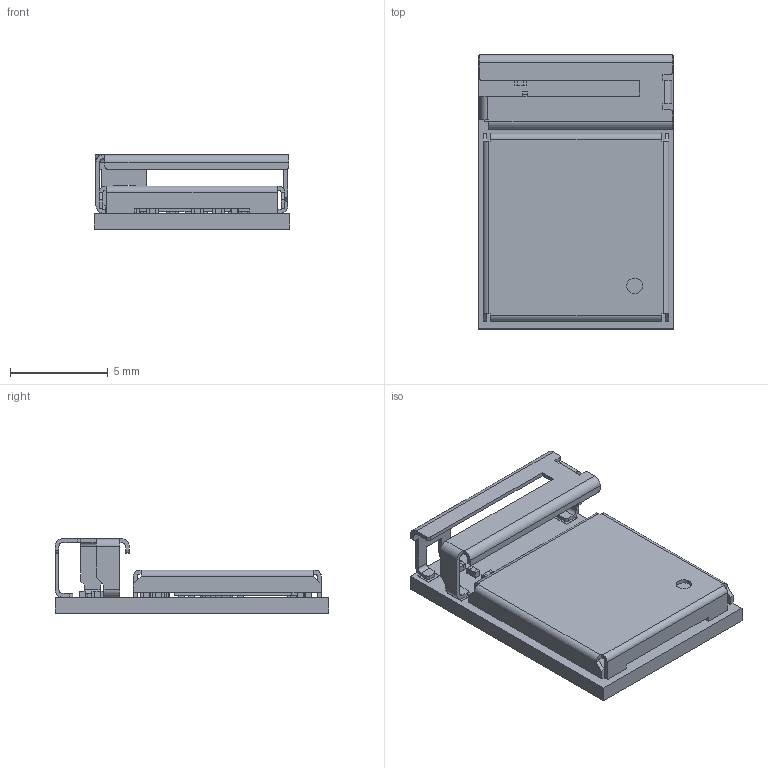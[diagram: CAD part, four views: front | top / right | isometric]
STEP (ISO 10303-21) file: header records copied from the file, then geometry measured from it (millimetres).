
FILE_DESCRIPTION(('FreeCAD Model'),'2;1');
FILE_NAME('NINA-B222-W1x2.STEP', '2021-04-30T08:19:55',('Author'),(''), 'Open CASCADE STEP processor 7.3','FreeCAD','Unknown');
FILE_SCHEMA(('AUTOMOTIVE_DESIGN { 1 0 10303 214 1 1 1 1 }'));
Length unit declared in the file: millimetre
Products named in the file (62): NINA-W132; 14x10.0_PCB; PCB001; PCB; NINA-pads; Part038; Part033; Part056; Shieldbox; Shield_box; Part49; Flash; Package; ESP32; Part57; C_0201; Part136; Part137; Part138; C_0202; C_0203; C_0204; C_0205; C_0206; C_0207; C_0208; C_0209; C_0210; C0402; Part092; Part39; L_0201; Part086; Part087; Part088; C_0211; Part121; Part122; Part123; 2x1.6_Crystal ...
Assembly tree (179 placements, depth 4):
  NINA-W132
    14x10.0_PCB
      PCB001
        PCB
    NINA-pads
      Part038  x10
      Part033  x20
      Part056  x18
    Shieldbox
      Shield_box
        Part49
    Flash
      Package
    ESP32
      Part57
    C_0201
      Part136
      Part137
      Part138
    C_0202
      Part136
      Part137
      Part138
    C_0203
      Part136
      Part137
      Part138
    C_0204
      Part136
      Part137
      Part138
    C_0205
      Part136
      Part137
      Part138
    C_0206
      Part136
      Part137
      Part138
    C_0207
      Part136
      Part137
      Part138
    C_0208
      Part136
      Part137
      Part138
    C_0209
      Part136
      Part137
      Part138
    C_0210
      Part136
      Part137
      Part138
    C0402
      Part092
      Part39
    L_0201
      Part086
Bounding box: 10 x 14 x 3.82 mm (x, y, z)
Volume: 188.5 mm3; surface area: 929.1 mm2
Topology: 145 solids, 145 shells, 1007 faces, 2324 edges, 2184 vertices
Faces by surface type: plane 951, cylinder 52, torus 4
Full cylindrical faces by diameter (mm): 0.8 x1
Entity records: 24023 total; most frequent: CARTESIAN_POINT 4240, DIRECTION 3375, LINE 2135, VECTOR 2135, ORIENTED_EDGE 1432, PCURVE 1432, DEFINITIONAL_REPRESENTATION 1432, EDGE_CURVE 716
